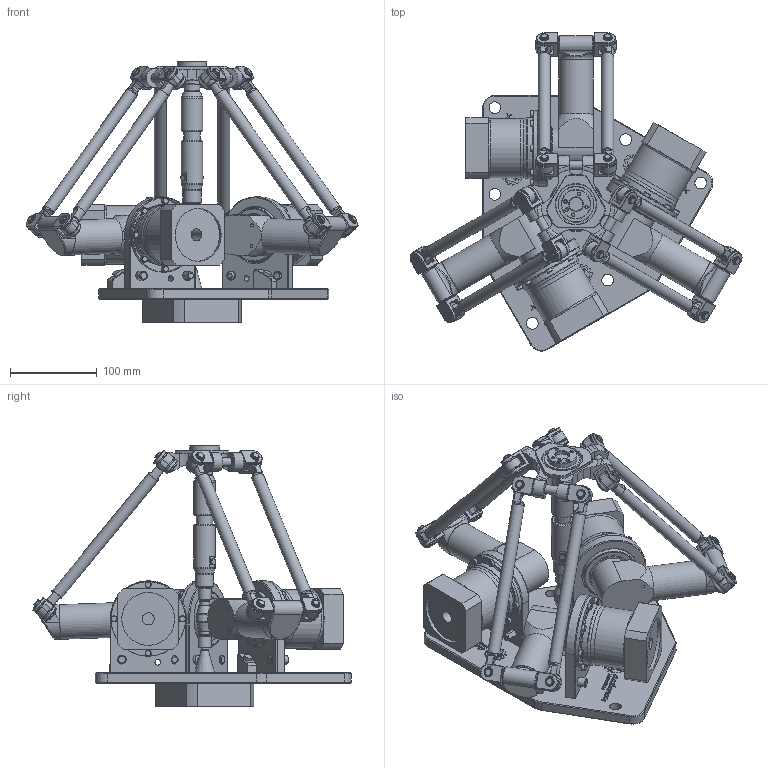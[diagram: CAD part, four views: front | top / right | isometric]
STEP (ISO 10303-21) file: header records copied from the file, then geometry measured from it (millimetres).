
FILE_DESCRIPTION(/* description */ (''),/* implementation_level */ '2;1');
FILE_NAME(/* name */ '3D-model_A_00807.stp',/* time_stamp */ '2022-02-05T10:27:14+01:00',/* author */ ('michael.schutter'),/* organization */ ('Majatronic'),/* preprocessor_version */ 'ST-DEVELOPER v16.5',/* originating_system */ 'Autodesk Inventor 2017',/* authorisation */ '');
FILE_SCHEMA (('AUTOMOTIVE_DESIGN { 1 0 10303 214 3 1 1 }'));
Products named in the file (10): MT_BGR00018581MT_BGR; MT_WST00057582MT_WST; MT_WST00055511MT_WST; MT_WST00055500MT_WST; MT_WST00057583MT_WST; MT_WST00055512; MT_WST00057585MT_WST; MT_WST00057591MT_WST; MT_WST00057592MT_WST; MT_WST00057589MT_WST
Assembly tree (21 placements, depth 2):
  MT_BGR00018581MT_BGR
    MT_WST00057582MT_WST
    MT_WST00055511MT_WST  x3
    MT_WST00055500MT_WST  x6
    MT_WST00055512  x6
    MT_WST00057583MT_WST
    MT_WST00057585MT_WST
    MT_WST00057591MT_WST
    MT_WST00057592MT_WST
    MT_WST00057589MT_WST
Bounding box: 382.9 x 366.82 x 301 mm (x, y, z)
Volume: 5200904.1 mm3; surface area: 853018.9 mm2
Topology: 23 solids, 39 shells, 2524 faces, 5944 edges, 3733 vertices
Faces by surface type: plane 1363, cylinder 708, cone 294, torus 98, bspline 57, sphere 4
Full cylindrical faces by diameter (mm): 3.459 x13, 4 x1, 4.917 x4, 5.9 x2, 6 x1, 6.5 x3, 7 x24, 8 x60, 8.5 x1, 10 x31, 10.376 x1, 11 x2, 12 x12, 13.5 x6, 14 x22, 15 x2, 16 x1, 18 x29, 19 x1, 21 x1, 25 x2, 34 x2, 40 x9, 41.6 x2, 45 x1, 46 x3, 46.63 x1, 49.448 x3, 50 x2, 54 x1
Entity records: 51972 total; most frequent: CARTESIAN_POINT 16096, DIRECTION 7483, ORIENTED_EDGE 6736, EDGE_CURVE 3366, AXIS2_PLACEMENT_3D 2754, VERTEX_POINT 2308, EDGE_LOOP 2056, LINE 1975
